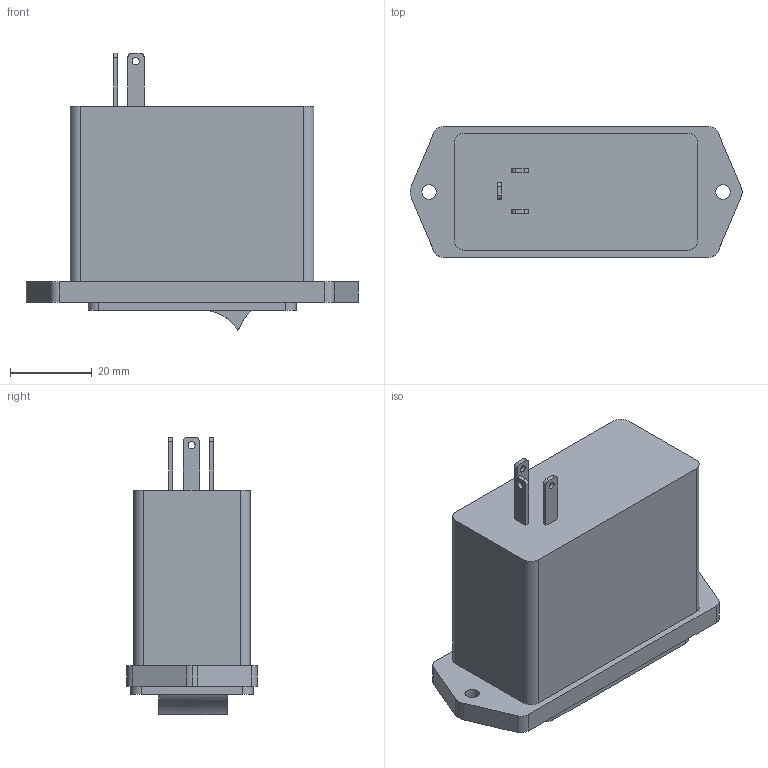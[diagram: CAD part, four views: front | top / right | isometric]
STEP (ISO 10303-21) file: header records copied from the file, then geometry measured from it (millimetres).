
FILE_DESCRIPTION(/* description */ (''),/* implementation_level */ '2;1');
FILE_NAME(/* name */ '功放机箱IEC插座式.step',/* time_stamp */ '2020-06-19T11:14:11+08:00',/* author */ (''),/* organization */ (''),/* preprocessor_version */ 'ST-DEVELOPER v15.2',/* originating_system */ 'Autodesk Translator Framework v2.0.0.5431',/* authorisation */ '');
FILE_SCHEMA (('AUTOMOTIVE_DESIGN { 1 0 10303 214 3 1 1 }'));
Length unit declared in the file: centimetre
Products named in the file (1): 功放机箱IEC插座式
Bounding box: 81.39 x 32 x 67.98 mm (x, y, z)
Volume: 84865.3 mm3; surface area: 16403.1 mm2
Topology: 8 solids, 11 shells, 110 faces, 264 edges, 174 vertices
Faces by surface type: plane 73, cylinder 35, bspline 2
Full cylindrical faces by diameter (mm): 1.751 x6, 3.55 x2
Entity records: 3363 total; most frequent: CARTESIAN_POINT 712, DIRECTION 538, ORIENTED_EDGE 520, EDGE_CURVE 257, LINE 180, VECTOR 180, AXIS2_PLACEMENT_3D 179, VERTEX_POINT 174
